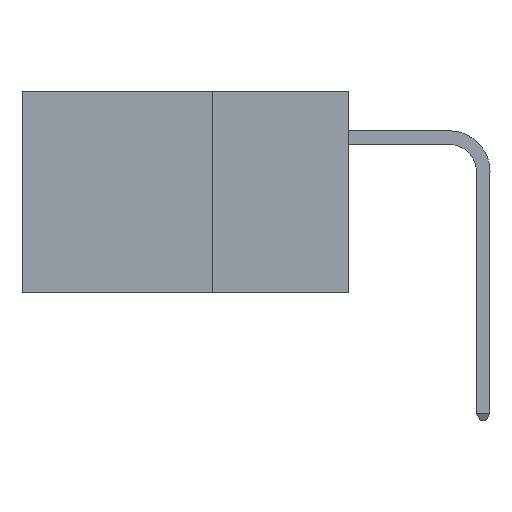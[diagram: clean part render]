
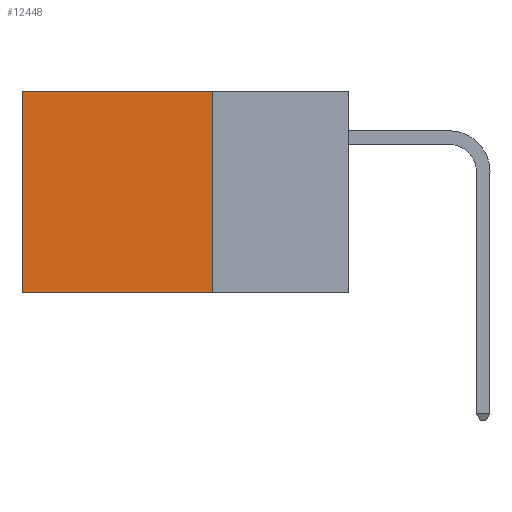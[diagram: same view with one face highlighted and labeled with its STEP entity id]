
A CAD part, left-side view. The second image highlights one B-rep face of the part: STEP entity #12448.
In plain terms, the highlighted planar face has unit normal (-1, 0, 0).
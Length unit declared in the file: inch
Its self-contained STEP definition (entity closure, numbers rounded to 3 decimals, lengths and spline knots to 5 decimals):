
#109 = CARTESIAN_POINT ( 'NONE',  ( 0.2875, 0.25, 0. ) ) ;
#280 = VERTEX_POINT ( 'NONE', #109 ) ;
#430 = VECTOR ( 'NONE', #6504, 39.37008 ) ;
#781 = CARTESIAN_POINT ( 'NONE',  ( 0.2875, 0.6, -0.37 ) ) ;
#1110 = CARTESIAN_POINT ( 'NONE',  ( 0.2875, 0.25, 0. ) ) ;
#1616 = PLANE ( 'NONE',  #4022 ) ;
#2824 = ORIENTED_EDGE ( 'NONE', *, *, #10535, .F. ) ;
#2859 = DIRECTION ( 'NONE',  ( 1., 0., 0. ) ) ;
#3637 = VERTEX_POINT ( 'NONE', #7839 ) ;
#3682 = LINE ( 'NONE', #13216, #430 ) ;
#4022 = AXIS2_PLACEMENT_3D ( 'NONE', #9836, #2859, #10982 ) ;
#4363 = ORIENTED_EDGE ( 'NONE', *, *, #8541, .F. ) ;
#4763 = LINE ( 'NONE', #6012, #13447 ) ;
#4797 = LINE ( 'NONE', #7930, #10504 ) ;
#4820 = DIRECTION ( 'NONE',  ( 0., 0., -1. ) ) ;
#6012 = CARTESIAN_POINT ( 'NONE',  ( 0.2875, 0.6, 0. ) ) ;
#6504 = DIRECTION ( 'NONE',  ( 0., 1., 0. ) ) ;
#7839 = CARTESIAN_POINT ( 'NONE',  ( 0.2875, 0.6, 0. ) ) ;
#7930 = CARTESIAN_POINT ( 'NONE',  ( 0.2875, 0.25, 0. ) ) ;
#8245 = DIRECTION ( 'NONE',  ( 0., 0., -1. ) ) ;
#8541 = EDGE_CURVE ( 'NONE', #280, #14551, #12262, .T. ) ;
#8685 = ORIENTED_EDGE ( 'NONE', *, *, #14182, .T. ) ;
#9062 = DIRECTION ( 'NONE',  ( 0., 1., 0. ) ) ;
#9259 = VECTOR ( 'NONE', #8245, 39.37008 ) ;
#9836 = CARTESIAN_POINT ( 'NONE',  ( 0.2875, 0.25, 0. ) ) ;
#10504 = VECTOR ( 'NONE', #9062, 39.37008 ) ;
#10535 = EDGE_CURVE ( 'NONE', #14551, #13276, #3682, .T. ) ;
#10802 = EDGE_LOOP ( 'NONE', ( #8685, #2824, #4363, #13784 ) ) ;
#10859 = CARTESIAN_POINT ( 'NONE',  ( 0.2875, 0.25, -0.37 ) ) ;
#10982 = DIRECTION ( 'NONE',  ( 0., 0., -1. ) ) ;
#12262 = LINE ( 'NONE', #1110, #9259 ) ;
#12448 = ADVANCED_FACE ( 'NONE', ( #12952 ), #1616, .F. ) ;
#12952 = FACE_OUTER_BOUND ( 'NONE', #10802, .T. ) ;
#13216 = CARTESIAN_POINT ( 'NONE',  ( 0.2875, 0.25, -0.37 ) ) ;
#13268 = EDGE_CURVE ( 'NONE', #280, #3637, #4797, .T. ) ;
#13276 = VERTEX_POINT ( 'NONE', #781 ) ;
#13447 = VECTOR ( 'NONE', #4820, 39.37008 ) ;
#13784 = ORIENTED_EDGE ( 'NONE', *, *, #13268, .T. ) ;
#14182 = EDGE_CURVE ( 'NONE', #3637, #13276, #4763, .T. ) ;
#14551 = VERTEX_POINT ( 'NONE', #10859 ) ;
